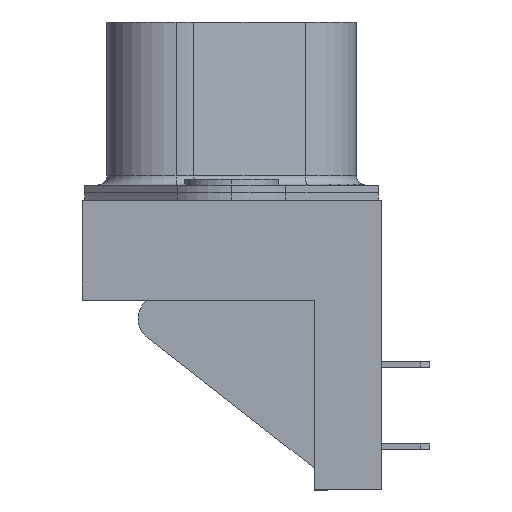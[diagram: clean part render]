
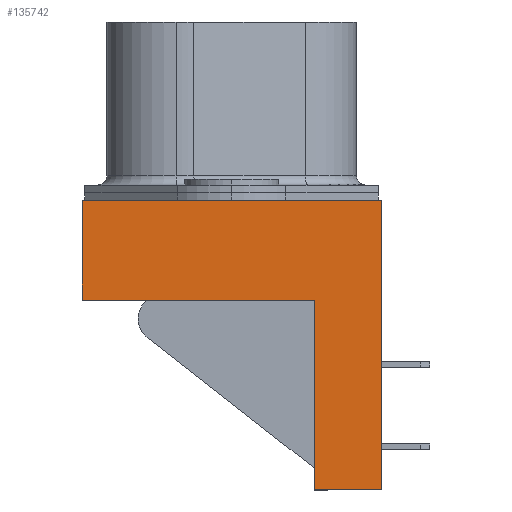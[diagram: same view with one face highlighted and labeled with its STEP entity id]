
A CAD part, left-side view. The second image highlights one B-rep face of the part: STEP entity #135742.
In plain terms, the highlighted planar face has unit normal (-1, 0, 0).
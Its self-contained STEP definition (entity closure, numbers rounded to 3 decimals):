
#1656 = VERTEX_POINT ( 'NONE', #126721 ) ;
#6865 = CARTESIAN_POINT ( 'NONE',  ( -4.125, -7.8, -15.1 ) ) ;
#6885 = CARTESIAN_POINT ( 'NONE',  ( -4.125, 7.8, 0. ) ) ;
#7496 = EDGE_CURVE ( 'NONE', #1656, #9840, #20224, .T. ) ;
#9840 = VERTEX_POINT ( 'NONE', #156829 ) ;
#10550 = EDGE_CURVE ( 'NONE', #133978, #1656, #120414, .T. ) ;
#11684 = VECTOR ( 'NONE', #63010, 1000. ) ;
#20224 = LINE ( 'NONE', #6865, #11684 ) ;
#23368 = VECTOR ( 'NONE', #64235, 1000. ) ;
#25231 = CARTESIAN_POINT ( 'NONE',  ( -4.125, 7.8, -5.2 ) ) ;
#25619 = CARTESIAN_POINT ( 'NONE',  ( -4.125, -4.3, -15.1 ) ) ;
#31452 = ORIENTED_EDGE ( 'NONE', *, *, #175528, .F. ) ;
#33165 = CARTESIAN_POINT ( 'NONE',  ( -4.125, -4.3, -15.1 ) ) ;
#33662 = ORIENTED_EDGE ( 'NONE', *, *, #10550, .T. ) ;
#38567 = VERTEX_POINT ( 'NONE', #87342 ) ;
#38633 = EDGE_CURVE ( 'NONE', #40254, #38567, #119994, .T. ) ;
#38794 = DIRECTION ( 'NONE',  ( 0., 0., 1. ) ) ;
#40136 = VECTOR ( 'NONE', #38794, 1000. ) ;
#40254 = VERTEX_POINT ( 'NONE', #25231 ) ;
#44073 = DIRECTION ( 'NONE',  ( -1., 0., 0. ) ) ;
#44952 = CARTESIAN_POINT ( 'NONE',  ( -4.125, 7.8, -15.1 ) ) ;
#48119 = VECTOR ( 'NONE', #130131, 1000. ) ;
#52349 = VECTOR ( 'NONE', #59920, 1000. ) ;
#59920 = DIRECTION ( 'NONE',  ( 0., 0., 1. ) ) ;
#63010 = DIRECTION ( 'NONE',  ( 0., 0., 1. ) ) ;
#64235 = DIRECTION ( 'NONE',  ( 0., -1., 0. ) ) ;
#75720 = LINE ( 'NONE', #102489, #48119 ) ;
#78947 = CARTESIAN_POINT ( 'NONE',  ( -4.125, 7.8, -15.1 ) ) ;
#79362 = CARTESIAN_POINT ( 'NONE',  ( -4.125, 7.8, -15.1 ) ) ;
#79383 = ORIENTED_EDGE ( 'NONE', *, *, #112950, .F. ) ;
#81923 = ORIENTED_EDGE ( 'NONE', *, *, #38633, .F. ) ;
#83333 = DIRECTION ( 'NONE',  ( 0., -1., 0. ) ) ;
#87342 = CARTESIAN_POINT ( 'NONE',  ( -4.125, 7.8, 0. ) ) ;
#91331 = ORIENTED_EDGE ( 'NONE', *, *, #124641, .F. ) ;
#99376 = FACE_OUTER_BOUND ( 'NONE', #166332, .T. ) ;
#102327 = DIRECTION ( 'NONE',  ( 0., -1., 0. ) ) ;
#102489 = CARTESIAN_POINT ( 'NONE',  ( -4.125, 7.8, -5.2 ) ) ;
#105446 = CARTESIAN_POINT ( 'NONE',  ( -4.125, -4.3, -5.2 ) ) ;
#112950 = EDGE_CURVE ( 'NONE', #38567, #9840, #142465, .T. ) ;
#114980 = VERTEX_POINT ( 'NONE', #105446 ) ;
#119994 = LINE ( 'NONE', #78947, #40136 ) ;
#120157 = ORIENTED_EDGE ( 'NONE', *, *, #7496, .T. ) ;
#120414 = LINE ( 'NONE', #79362, #23368 ) ;
#124641 = EDGE_CURVE ( 'NONE', #114980, #40254, #75720, .T. ) ;
#126721 = CARTESIAN_POINT ( 'NONE',  ( -4.125, -7.8, -15.1 ) ) ;
#130131 = DIRECTION ( 'NONE',  ( 0., 1., 0. ) ) ;
#133978 = VERTEX_POINT ( 'NONE', #25619 ) ;
#135742 = ADVANCED_FACE ( 'NONE', ( #99376 ), #166316, .T. ) ;
#142465 = LINE ( 'NONE', #6885, #165341 ) ;
#153633 = LINE ( 'NONE', #33165, #52349 ) ;
#156544 = AXIS2_PLACEMENT_3D ( 'NONE', #44952, #44073, #83333 ) ;
#156829 = CARTESIAN_POINT ( 'NONE',  ( -4.125, -7.8, 0. ) ) ;
#165341 = VECTOR ( 'NONE', #102327, 1000. ) ;
#166316 = PLANE ( 'NONE',  #156544 ) ;
#166332 = EDGE_LOOP ( 'NONE', ( #91331, #31452, #33662, #120157, #79383, #81923 ) ) ;
#175528 = EDGE_CURVE ( 'NONE', #133978, #114980, #153633, .T. ) ;
